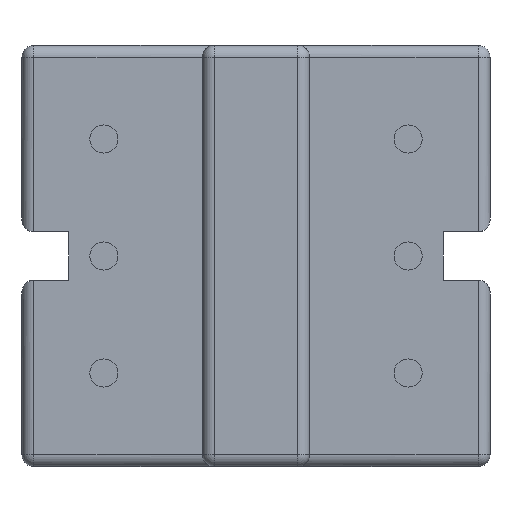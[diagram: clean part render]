
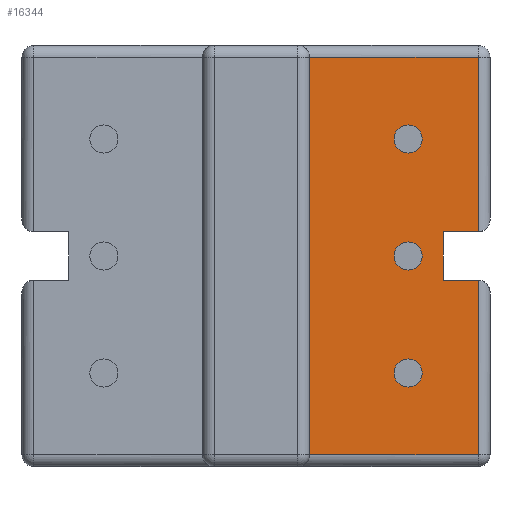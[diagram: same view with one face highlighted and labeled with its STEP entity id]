
A CAD part, front view. The second image highlights one B-rep face of the part: STEP entity #16344.
In plain terms, the highlighted planar face has unit normal (0, -1, 0).
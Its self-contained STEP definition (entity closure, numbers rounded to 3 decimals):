
#188 = CIRCLE ( 'NONE', #16819, 0.3 ) ;
#555 = LINE ( 'NONE', #14550, #5556 ) ;
#632 = DIRECTION ( 'NONE',  ( 0., -1., 0. ) ) ;
#1004 = AXIS2_PLACEMENT_3D ( 'NONE', #4842, #18703, #1987 ) ;
#1040 = ORIENTED_EDGE ( 'NONE', *, *, #11048, .T. ) ;
#1052 = CARTESIAN_POINT ( 'NONE',  ( 8.25, 0., -4.5 ) ) ;
#1215 = DIRECTION ( 'NONE',  ( 0., 0., -1. ) ) ;
#1471 = EDGE_LOOP ( 'NONE', ( #18550, #4235, #18533, #16769, #1040, #15426, #2593, #4267 ) ) ;
#1791 = CARTESIAN_POINT ( 'NONE',  ( 9.75, 0., -5.019 ) ) ;
#1961 = DIRECTION ( 'NONE',  ( 1., 0., 0. ) ) ;
#1987 = DIRECTION ( 'NONE',  ( 0., 0., 1. ) ) ;
#2134 = EDGE_CURVE ( 'NONE', #16191, #7693, #555, .T. ) ;
#2173 = DIRECTION ( 'NONE',  ( 0., 0., 1. ) ) ;
#2213 = VECTOR ( 'NONE', #11903, 1000. ) ;
#2569 = LINE ( 'NONE', #13149, #15120 ) ;
#2593 = ORIENTED_EDGE ( 'NONE', *, *, #16878, .T. ) ;
#3587 = CARTESIAN_POINT ( 'NONE',  ( 10., 0., -3.981 ) ) ;
#3954 = DIRECTION ( 'NONE',  ( -1., 0., 0. ) ) ;
#3963 = ORIENTED_EDGE ( 'NONE', *, *, #6884, .F. ) ;
#4100 = VERTEX_POINT ( 'NONE', #11679 ) ;
#4175 = CARTESIAN_POINT ( 'NONE',  ( 9.75, 0., 0. ) ) ;
#4216 = VECTOR ( 'NONE', #19180, 1000. ) ;
#4235 = ORIENTED_EDGE ( 'NONE', *, *, #2134, .T. ) ;
#4267 = ORIENTED_EDGE ( 'NONE', *, *, #14418, .F. ) ;
#4415 = CARTESIAN_POINT ( 'NONE',  ( 8.25, 0., -7. ) ) ;
#4797 = EDGE_CURVE ( 'NONE', #5181, #19125, #9521, .T. ) ;
#4842 = CARTESIAN_POINT ( 'NONE',  ( 8.25, 0., -2. ) ) ;
#5181 = VERTEX_POINT ( 'NONE', #12179 ) ;
#5405 = CARTESIAN_POINT ( 'NONE',  ( 6.143, 0., -8.75 ) ) ;
#5409 = VERTEX_POINT ( 'NONE', #14815 ) ;
#5471 = VECTOR ( 'NONE', #8847, 1000. ) ;
#5518 = DIRECTION ( 'NONE',  ( 0., -1., 0. ) ) ;
#5556 = VECTOR ( 'NONE', #16241, 1000. ) ;
#5796 = AXIS2_PLACEMENT_3D ( 'NONE', #12212, #6260, #9381 ) ;
#5924 = VERTEX_POINT ( 'NONE', #14916 ) ;
#6142 = ORIENTED_EDGE ( 'NONE', *, *, #12863, .F. ) ;
#6214 = LINE ( 'NONE', #4175, #8812 ) ;
#6243 = LINE ( 'NONE', #8856, #2213 ) ;
#6260 = DIRECTION ( 'NONE',  ( 0., -1., 0. ) ) ;
#6473 = VERTEX_POINT ( 'NONE', #8948 ) ;
#6483 = VERTEX_POINT ( 'NONE', #7360 ) ;
#6884 = EDGE_CURVE ( 'NONE', #10733, #7498, #19232, .T. ) ;
#7342 = VERTEX_POINT ( 'NONE', #5405 ) ;
#7360 = CARTESIAN_POINT ( 'NONE',  ( 8.25, 0., -4.8 ) ) ;
#7498 = VERTEX_POINT ( 'NONE', #17673 ) ;
#7502 = LINE ( 'NONE', #3587, #7734 ) ;
#7693 = VERTEX_POINT ( 'NONE', #1791 ) ;
#7734 = VECTOR ( 'NONE', #1961, 1000. ) ;
#7870 = VERTEX_POINT ( 'NONE', #16074 ) ;
#8407 = CARTESIAN_POINT ( 'NONE',  ( 9.75, 0., -8.75 ) ) ;
#8778 = CARTESIAN_POINT ( 'NONE',  ( 9., 0., -5.019 ) ) ;
#8812 = VECTOR ( 'NONE', #11825, 1000. ) ;
#8847 = DIRECTION ( 'NONE',  ( 0., 0., -1. ) ) ;
#8856 = CARTESIAN_POINT ( 'NONE',  ( 6.143, 0., 0. ) ) ;
#8948 = CARTESIAN_POINT ( 'NONE',  ( 8.25, 0., -7.3 ) ) ;
#9014 = VERTEX_POINT ( 'NONE', #14264 ) ;
#9169 = AXIS2_PLACEMENT_3D ( 'NONE', #12959, #632, #2173 ) ;
#9281 = CARTESIAN_POINT ( 'NONE',  ( 0., 0., 0. ) ) ;
#9381 = DIRECTION ( 'NONE',  ( 0., 0., -1. ) ) ;
#9521 = LINE ( 'NONE', #8778, #5471 ) ;
#9570 = AXIS2_PLACEMENT_3D ( 'NONE', #4415, #19590, #10509 ) ;
#9779 = EDGE_CURVE ( 'NONE', #5924, #4100, #6214, .T. ) ;
#10015 = VECTOR ( 'NONE', #3954, 1000. ) ;
#10174 = CARTESIAN_POINT ( 'NONE',  ( 8.25, 0., -4.5 ) ) ;
#10221 = DIRECTION ( 'NONE',  ( 0., 0., -1. ) ) ;
#10509 = DIRECTION ( 'NONE',  ( 0., 0., -1. ) ) ;
#10604 = PLANE ( 'NONE',  #16450 ) ;
#10733 = VERTEX_POINT ( 'NONE', #17356 ) ;
#11012 = FACE_BOUND ( 'NONE', #19576, .T. ) ;
#11048 = EDGE_CURVE ( 'NONE', #5181, #5924, #7502, .T. ) ;
#11442 = EDGE_LOOP ( 'NONE', ( #13161, #3963 ) ) ;
#11679 = CARTESIAN_POINT ( 'NONE',  ( 9.75, 0., -0.25 ) ) ;
#11825 = DIRECTION ( 'NONE',  ( 0., 0., 1. ) ) ;
#11903 = DIRECTION ( 'NONE',  ( 0., 0., 1. ) ) ;
#11914 = AXIS2_PLACEMENT_3D ( 'NONE', #10174, #5518, #1215 ) ;
#12063 = DIRECTION ( 'NONE',  ( 0., -1., 0. ) ) ;
#12179 = CARTESIAN_POINT ( 'NONE',  ( 9., 0., -3.981 ) ) ;
#12212 = CARTESIAN_POINT ( 'NONE',  ( 8.25, 0., -7. ) ) ;
#12797 = EDGE_CURVE ( 'NONE', #7693, #19125, #2569, .T. ) ;
#12863 = EDGE_CURVE ( 'NONE', #7870, #6473, #16280, .T. ) ;
#12864 = ORIENTED_EDGE ( 'NONE', *, *, #15245, .F. ) ;
#12959 = CARTESIAN_POINT ( 'NONE',  ( 8.25, 0., -2. ) ) ;
#13029 = CIRCLE ( 'NONE', #11914, 0.3 ) ;
#13123 = CARTESIAN_POINT ( 'NONE',  ( 10., 0., -8.75 ) ) ;
#13149 = CARTESIAN_POINT ( 'NONE',  ( 0., 0., -5.019 ) ) ;
#13161 = ORIENTED_EDGE ( 'NONE', *, *, #18047, .F. ) ;
#13323 = EDGE_CURVE ( 'NONE', #7342, #16191, #18670, .T. ) ;
#13801 = CIRCLE ( 'NONE', #1004, 0.3 ) ;
#14047 = LINE ( 'NONE', #17661, #10015 ) ;
#14264 = CARTESIAN_POINT ( 'NONE',  ( 6.143, 0., -0.25 ) ) ;
#14381 = EDGE_LOOP ( 'NONE', ( #6142, #17761 ) ) ;
#14418 = EDGE_CURVE ( 'NONE', #7342, #9014, #6243, .T. ) ;
#14550 = CARTESIAN_POINT ( 'NONE',  ( 9.75, 0., -5.019 ) ) ;
#14727 = EDGE_CURVE ( 'NONE', #5409, #6483, #13029, .T. ) ;
#14815 = CARTESIAN_POINT ( 'NONE',  ( 8.25, 0., -4.2 ) ) ;
#14916 = CARTESIAN_POINT ( 'NONE',  ( 9.75, 0., -3.981 ) ) ;
#15120 = VECTOR ( 'NONE', #19330, 1000. ) ;
#15245 = EDGE_CURVE ( 'NONE', #6483, #5409, #188, .T. ) ;
#15426 = ORIENTED_EDGE ( 'NONE', *, *, #9779, .T. ) ;
#16074 = CARTESIAN_POINT ( 'NONE',  ( 8.25, 0., -6.7 ) ) ;
#16191 = VERTEX_POINT ( 'NONE', #8407 ) ;
#16241 = DIRECTION ( 'NONE',  ( 0., 0., 1. ) ) ;
#16280 = CIRCLE ( 'NONE', #5796, 0.3 ) ;
#16344 = ADVANCED_FACE ( 'NONE', ( #16708, #19552, #16947, #11012 ), #10604, .T. ) ;
#16450 = AXIS2_PLACEMENT_3D ( 'NONE', #9281, #12063, #19615 ) ;
#16545 = CIRCLE ( 'NONE', #9570, 0.3 ) ;
#16708 = FACE_BOUND ( 'NONE', #14381, .T. ) ;
#16769 = ORIENTED_EDGE ( 'NONE', *, *, #4797, .F. ) ;
#16800 = CARTESIAN_POINT ( 'NONE',  ( 9., 0., -5.019 ) ) ;
#16819 = AXIS2_PLACEMENT_3D ( 'NONE', #1052, #17850, #10221 ) ;
#16878 = EDGE_CURVE ( 'NONE', #4100, #9014, #14047, .T. ) ;
#16947 = FACE_BOUND ( 'NONE', #11442, .T. ) ;
#17356 = CARTESIAN_POINT ( 'NONE',  ( 8.25, 0., -2.3 ) ) ;
#17661 = CARTESIAN_POINT ( 'NONE',  ( 0., 0., -0.25 ) ) ;
#17673 = CARTESIAN_POINT ( 'NONE',  ( 8.25, 0., -1.7 ) ) ;
#17761 = ORIENTED_EDGE ( 'NONE', *, *, #18956, .F. ) ;
#17850 = DIRECTION ( 'NONE',  ( 0., -1., 0. ) ) ;
#18047 = EDGE_CURVE ( 'NONE', #7498, #10733, #13801, .T. ) ;
#18226 = ORIENTED_EDGE ( 'NONE', *, *, #14727, .F. ) ;
#18533 = ORIENTED_EDGE ( 'NONE', *, *, #12797, .T. ) ;
#18550 = ORIENTED_EDGE ( 'NONE', *, *, #13323, .T. ) ;
#18670 = LINE ( 'NONE', #13123, #4216 ) ;
#18703 = DIRECTION ( 'NONE',  ( 0., -1., 0. ) ) ;
#18956 = EDGE_CURVE ( 'NONE', #6473, #7870, #16545, .T. ) ;
#19125 = VERTEX_POINT ( 'NONE', #16800 ) ;
#19180 = DIRECTION ( 'NONE',  ( 1., 0., 0. ) ) ;
#19232 = CIRCLE ( 'NONE', #9169, 0.3 ) ;
#19330 = DIRECTION ( 'NONE',  ( -1., 0., 0. ) ) ;
#19552 = FACE_OUTER_BOUND ( 'NONE', #1471, .T. ) ;
#19576 = EDGE_LOOP ( 'NONE', ( #18226, #12864 ) ) ;
#19590 = DIRECTION ( 'NONE',  ( 0., -1., 0. ) ) ;
#19615 = DIRECTION ( 'NONE',  ( 0., 0., -1. ) ) ;
